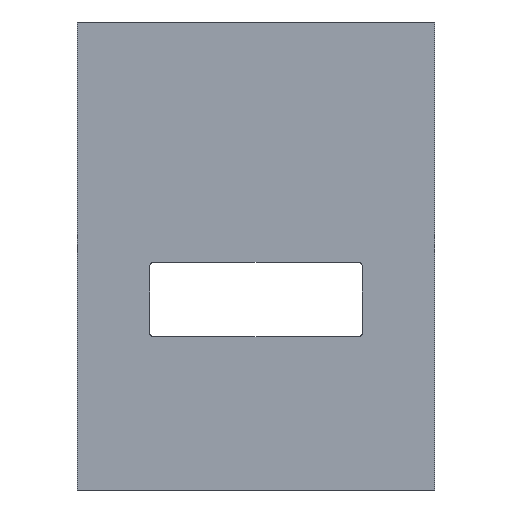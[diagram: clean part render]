
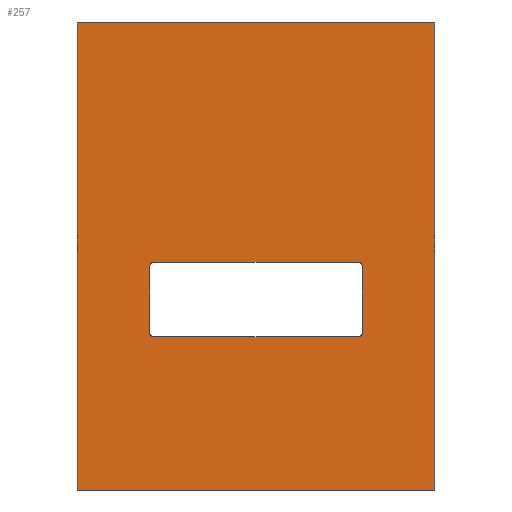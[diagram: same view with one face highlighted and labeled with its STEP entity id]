
A CAD part, left-side view. The second image highlights one B-rep face of the part: STEP entity #257.
In plain terms, the highlighted planar face has unit normal (-1, 0, 0).
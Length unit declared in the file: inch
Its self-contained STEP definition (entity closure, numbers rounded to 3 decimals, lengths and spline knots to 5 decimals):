
#19=FACE_BOUND('',#44,.T.);
#21=CIRCLE('',#280,0.5);
#22=CIRCLE('',#281,0.5);
#23=CIRCLE('',#282,0.5);
#24=CIRCLE('',#283,0.5);
#29=FACE_OUTER_BOUND('',#43,.T.);
#43=EDGE_LOOP('',(#175,#176,#177,#178));
#44=EDGE_LOOP('',(#179,#180,#181,#182,#183,#184,#185,#186));
#59=LINE('',#379,#87);
#60=LINE('',#381,#88);
#61=LINE('',#383,#89);
#62=LINE('',#384,#90);
#63=LINE('',#389,#91);
#64=LINE('',#393,#92);
#65=LINE('',#397,#93);
#66=LINE('',#400,#94);
#87=VECTOR('',#305,55.);
#88=VECTOR('',#306,42.);
#89=VECTOR('',#307,55.);
#90=VECTOR('',#308,42.);
#91=VECTOR('',#311,24.);
#92=VECTOR('',#314,7.75);
#93=VECTOR('',#317,24.);
#94=VECTOR('',#320,7.75);
#115=VERTEX_POINT('',#377);
#116=VERTEX_POINT('',#378);
#117=VERTEX_POINT('',#380);
#118=VERTEX_POINT('',#382);
#119=VERTEX_POINT('',#385);
#120=VERTEX_POINT('',#386);
#121=VERTEX_POINT('',#388);
#122=VERTEX_POINT('',#390);
#123=VERTEX_POINT('',#392);
#124=VERTEX_POINT('',#394);
#125=VERTEX_POINT('',#396);
#126=VERTEX_POINT('',#398);
#139=EDGE_CURVE('',#115,#116,#59,.T.);
#140=EDGE_CURVE('',#115,#117,#60,.T.);
#141=EDGE_CURVE('',#117,#118,#61,.T.);
#142=EDGE_CURVE('',#116,#118,#62,.T.);
#143=EDGE_CURVE('',#119,#120,#21,.T.);
#144=EDGE_CURVE('',#119,#121,#63,.T.);
#145=EDGE_CURVE('',#122,#121,#22,.T.);
#146=EDGE_CURVE('',#123,#122,#64,.T.);
#147=EDGE_CURVE('',#124,#123,#23,.T.);
#148=EDGE_CURVE('',#125,#124,#65,.T.);
#149=EDGE_CURVE('',#126,#125,#24,.T.);
#150=EDGE_CURVE('',#126,#120,#66,.T.);
#175=ORIENTED_EDGE('',*,*,#139,.F.);
#176=ORIENTED_EDGE('',*,*,#140,.T.);
#177=ORIENTED_EDGE('',*,*,#141,.T.);
#178=ORIENTED_EDGE('',*,*,#142,.F.);
#179=ORIENTED_EDGE('',*,*,#143,.F.);
#180=ORIENTED_EDGE('',*,*,#144,.T.);
#181=ORIENTED_EDGE('',*,*,#145,.F.);
#182=ORIENTED_EDGE('',*,*,#146,.F.);
#183=ORIENTED_EDGE('',*,*,#147,.F.);
#184=ORIENTED_EDGE('',*,*,#148,.F.);
#185=ORIENTED_EDGE('',*,*,#149,.F.);
#186=ORIENTED_EDGE('',*,*,#150,.T.);
#247=PLANE('',#279);
#257=ADVANCED_FACE('',(#29,#19),#247,.T.);
#279=AXIS2_PLACEMENT_3D('',#376,#303,#304);
#280=AXIS2_PLACEMENT_3D('',#387,#309,#310);
#281=AXIS2_PLACEMENT_3D('',#391,#312,#313);
#282=AXIS2_PLACEMENT_3D('',#395,#315,#316);
#283=AXIS2_PLACEMENT_3D('',#399,#318,#319);
#303=DIRECTION('center_axis',(-1.,0.,0.));
#304=DIRECTION('ref_axis',(0.,-1.,0.));
#305=DIRECTION('',(0.,0.,1.));
#306=DIRECTION('',(0.,-1.,0.));
#307=DIRECTION('',(0.,0.,1.));
#308=DIRECTION('',(0.,-1.,0.));
#309=DIRECTION('center_axis',(-1.,0.,0.));
#310=DIRECTION('ref_axis',(0.,0.,1.));
#311=DIRECTION('',(0.,-1.,0.));
#312=DIRECTION('center_axis',(-1.,0.,0.));
#313=DIRECTION('ref_axis',(0.,-1.,0.));
#314=DIRECTION('',(0.,0.,1.));
#315=DIRECTION('center_axis',(-1.,0.,0.));
#316=DIRECTION('ref_axis',(0.,0.,-1.));
#317=DIRECTION('',(0.,-1.,0.));
#318=DIRECTION('center_axis',(-1.,0.,0.));
#319=DIRECTION('ref_axis',(0.,1.,0.));
#320=DIRECTION('',(0.,0.,1.));
#376=CARTESIAN_POINT('Origin',(-21.4,0.,27.5));
#377=CARTESIAN_POINT('',(-21.4,21.,0.));
#378=CARTESIAN_POINT('',(-21.4,21.,55.));
#379=CARTESIAN_POINT('',(-21.4,21.,0.));
#380=CARTESIAN_POINT('',(-21.4,-21.,0.));
#381=CARTESIAN_POINT('',(-21.4,21.,0.));
#382=CARTESIAN_POINT('',(-21.4,-21.,55.));
#383=CARTESIAN_POINT('',(-21.4,-21.,0.));
#384=CARTESIAN_POINT('',(-21.4,21.,55.));
#385=CARTESIAN_POINT('',(-21.4,12.,26.75));
#386=CARTESIAN_POINT('',(-21.4,12.5,26.25));
#387=CARTESIAN_POINT('Origin',(-21.4,12.,26.25));
#388=CARTESIAN_POINT('',(-21.4,-12.,26.75));
#389=CARTESIAN_POINT('',(-21.4,12.,26.75));
#390=CARTESIAN_POINT('',(-21.4,-12.5,26.25));
#391=CARTESIAN_POINT('Origin',(-21.4,-12.,26.25));
#392=CARTESIAN_POINT('',(-21.4,-12.5,18.5));
#393=CARTESIAN_POINT('',(-21.4,-12.5,18.5));
#394=CARTESIAN_POINT('',(-21.4,-12.,18.));
#395=CARTESIAN_POINT('Origin',(-21.4,-12.,18.5));
#396=CARTESIAN_POINT('',(-21.4,12.,18.));
#397=CARTESIAN_POINT('',(-21.4,12.,18.));
#398=CARTESIAN_POINT('',(-21.4,12.5,18.5));
#399=CARTESIAN_POINT('Origin',(-21.4,12.,18.5));
#400=CARTESIAN_POINT('',(-21.4,12.5,18.5));
